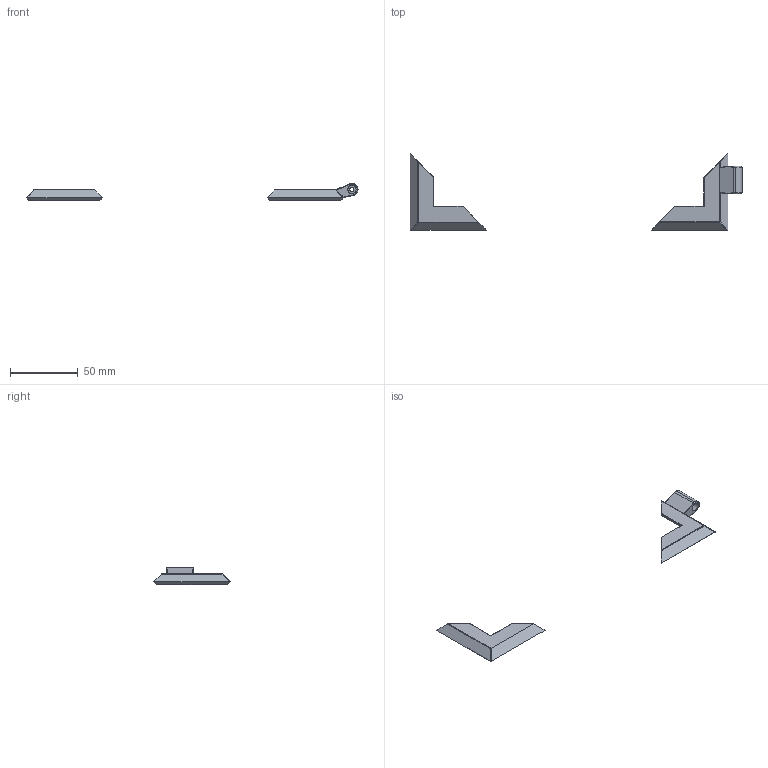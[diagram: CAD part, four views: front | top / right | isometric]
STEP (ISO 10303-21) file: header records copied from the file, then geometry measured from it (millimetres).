
FILE_DESCRIPTION(('HOOPS Exchange Step'),'2;1');
FILE_NAME('temp_export','2023-04-02T11:52:51-04:00',('CC2451'),('Shapr3D Limited'),'HOOPS Exchange 2021.2','Shapr3D','Authorized');
FILE_SCHEMA( ('AP203_CONFIGURATION_CONTROLLED_3D_DESIGN_OF_MECHANICAL_PARTS_AND_ASSEMBLIES_MIM_LF') );
Length unit declared in the file: millimetre
Products named in the file (5): Door; Panels and Sealing:1; Enclosure:1; BoxZero_Alpha1_2022_04_18.step; 5F207F41-51DC-4A0E-844F-872FF0056985.tmp
Assembly tree (4 placements, depth 5):
  5F207F41-51DC-4A0E-844F-872FF0056985.tmp
    BoxZero_Alpha1_2022_04_18.step
      Enclosure:1
        Panels and Sealing:1
          Door
Bounding box: 244.75 x 56.51 x 12.63 mm (x, y, z)
Volume: 14719 mm3; surface area: 8628.6 mm2
Topology: 2 solids, 2 shells, 79 faces, 207 edges, 133 vertices
Faces by surface type: plane 44, cylinder 31, torus 4
Full cylindrical faces by diameter (mm): 3 x1, 6.1 x1
Entity records: 2616 total; most frequent: CARTESIAN_POINT 571, ORIENTED_EDGE 414, DIRECTION 402, EDGE_CURVE 207, VECTOR 136, LINE 136, AXIS2_PLACEMENT_3D 133, VERTEX_POINT 133
